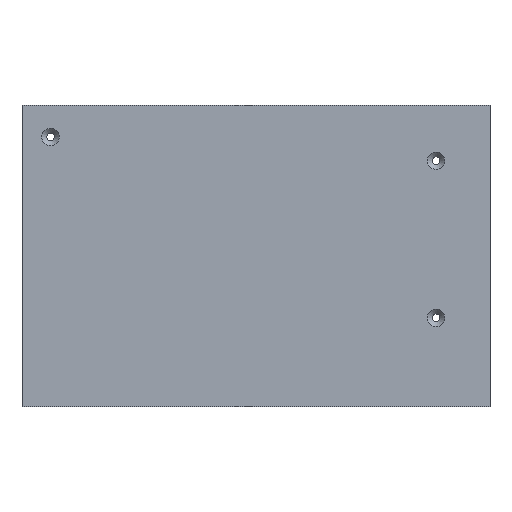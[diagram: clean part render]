
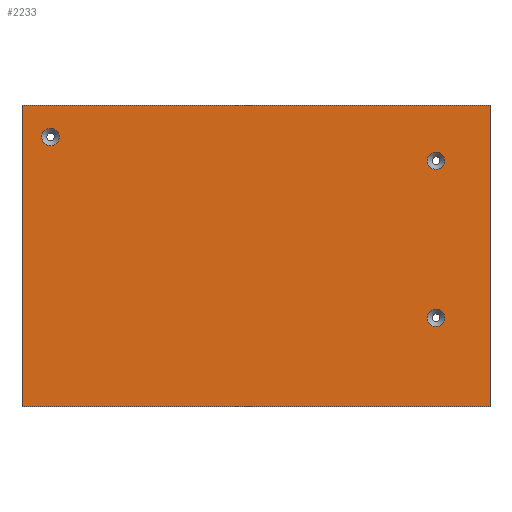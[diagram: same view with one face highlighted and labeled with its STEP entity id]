
A CAD part, top view. The second image highlights one B-rep face of the part: STEP entity #2233.
In plain terms, the highlighted planar face has unit normal (0, 0, 1).
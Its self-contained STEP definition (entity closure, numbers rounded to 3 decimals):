
#2099=CARTESIAN_POINT('',(36.,28.5,9.4));
#2100=VERTEX_POINT('',#2099);
#2107=CARTESIAN_POINT('',(6.5,28.5,9.4));
#2108=VERTEX_POINT('',#2107);
#2109=CARTESIAN_POINT('',(36.,28.5,9.4));
#2110=DIRECTION('',(-1.,0.,0.));
#2111=VECTOR('',#2110,29.5);
#2112=LINE('',#2109,#2111);
#2113=EDGE_CURVE('',#2100,#2108,#2112,.T.);
#2130=CARTESIAN_POINT('',(36.,47.5,9.4));
#2131=VERTEX_POINT('',#2130);
#2138=CARTESIAN_POINT('',(36.,47.5,9.4));
#2139=DIRECTION('',(0.,-1.,0.));
#2140=VECTOR('',#2139,19.);
#2141=LINE('',#2138,#2140);
#2142=EDGE_CURVE('',#2131,#2100,#2141,.T.);
#2154=CARTESIAN_POINT('',(6.5,47.5,9.4));
#2155=VERTEX_POINT('',#2154);
#2162=CARTESIAN_POINT('',(6.5,47.5,9.4));
#2163=DIRECTION('',(1.,0.,-0.));
#2164=VECTOR('',#2163,29.5);
#2165=LINE('',#2162,#2164);
#2166=EDGE_CURVE('',#2155,#2131,#2165,.T.);
#2179=CARTESIAN_POINT('',(6.5,28.5,9.4));
#2180=DIRECTION('',(-0.,1.,0.));
#2181=VECTOR('',#2180,19.);
#2182=LINE('',#2179,#2181);
#2183=EDGE_CURVE('',#2108,#2155,#2182,.T.);
#2189=CARTESIAN_POINT('',(0.,0.,9.4));
#2190=DIRECTION('',(0.,0.,1.));
#2191=DIRECTION('',(1.,0.,0.));
#2192=AXIS2_PLACEMENT_3D('',#2189,#2190,#2191);
#2193=PLANE('',#2192);
#2194=CARTESIAN_POINT('',(33.15,44.,9.4));
#2195=VERTEX_POINT('',#2194);
#2196=CARTESIAN_POINT('',(32.6,44.,9.4));
#2197=DIRECTION('',(-0.,-0.,-1.));
#2198=DIRECTION('',(1.,0.,-0.));
#2199=AXIS2_PLACEMENT_3D('',#2196,#2197,#2198);
#2200=CIRCLE('',#2199,0.55);
#2201=EDGE_CURVE('',#2195,#2195,#2200,.T.);
#2202=ORIENTED_EDGE('',*,*,#2201,.T.);
#2203=EDGE_LOOP('',(#2202));
#2204=FACE_BOUND('',#2203,.T.);
#2205=CARTESIAN_POINT('',(33.15,34.1,9.4));
#2206=VERTEX_POINT('',#2205);
#2207=CARTESIAN_POINT('',(32.6,34.1,9.4));
#2208=DIRECTION('',(-0.,-0.,-1.));
#2209=DIRECTION('',(1.,0.,-0.));
#2210=AXIS2_PLACEMENT_3D('',#2207,#2208,#2209);
#2211=CIRCLE('',#2210,0.55);
#2212=EDGE_CURVE('',#2206,#2206,#2211,.T.);
#2213=ORIENTED_EDGE('',*,*,#2212,.T.);
#2214=EDGE_LOOP('',(#2213));
#2215=FACE_BOUND('',#2214,.T.);
#2216=CARTESIAN_POINT('',(8.85,45.5,9.4));
#2217=VERTEX_POINT('',#2216);
#2218=CARTESIAN_POINT('',(8.3,45.5,9.4));
#2219=DIRECTION('',(-0.,-0.,-1.));
#2220=DIRECTION('',(1.,0.,-0.));
#2221=AXIS2_PLACEMENT_3D('',#2218,#2219,#2220);
#2222=CIRCLE('',#2221,0.55);
#2223=EDGE_CURVE('',#2217,#2217,#2222,.T.);
#2224=ORIENTED_EDGE('',*,*,#2223,.T.);
#2225=EDGE_LOOP('',(#2224));
#2226=FACE_BOUND('',#2225,.T.);
#2227=ORIENTED_EDGE('',*,*,#2113,.F.);
#2228=ORIENTED_EDGE('',*,*,#2142,.F.);
#2229=ORIENTED_EDGE('',*,*,#2166,.F.);
#2230=ORIENTED_EDGE('',*,*,#2183,.F.);
#2231=EDGE_LOOP('',(#2227,#2228,#2229,#2230));
#2232=FACE_BOUND('',#2231,.T.);
#2233=ADVANCED_FACE('',(#2204,#2215,#2226,#2232),#2193,.T.);
